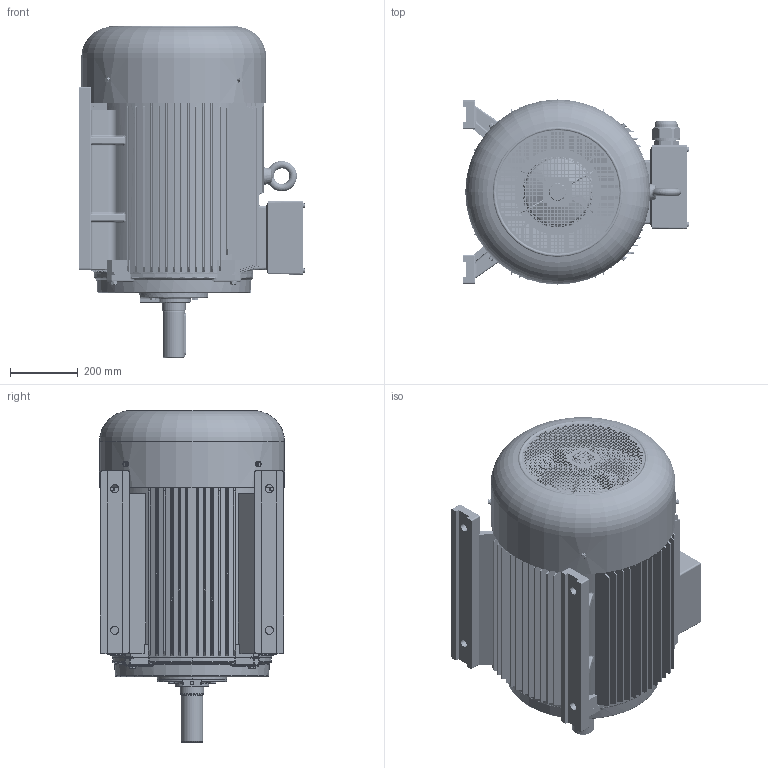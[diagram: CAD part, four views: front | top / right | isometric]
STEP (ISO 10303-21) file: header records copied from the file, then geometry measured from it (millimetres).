
FILE_DESCRIPTION(/* description */ (''),/* implementation_level */ '2;1');
FILE_NAME(/* name */ 'JM3-280M-2-B3.stp',/* time_stamp */ '2016-07-01T14:58:14+08:00',/* author */ (''),/* organization */ (''),/* preprocessor_version */ 'ST-DEVELOPER v15',/* originating_system */ 'SIEMENS PLM Software NX 8.5',/* authorisation */ '');
FILE_SCHEMA (('AUTOMOTIVE_DESIGN { 1 0 10303 214 3 1 1 1 }'));
Length unit declared in the file: millimetre
Products named in the file (1): pc0534AA92lz1c
Bounding box: 667.8 x 547 x 981.49 mm (x, y, z)
Volume: 37933482.2 mm3; surface area: 7734700 mm2
Topology: 58 solids, 58 shells, 6921 faces, 19132 edges, 12460 vertices
Faces by surface type: plane 4603, cylinder 1140, bspline 458, cone 406, torus 310, sphere 4
Full cylindrical faces by diameter (mm): 7.188 x4, 8 x8, 8.4 x4, 9.026 x8, 10 x8, 10.863 x8, 11.2 x8, 11.5 x1, 12 x8, 12.6 x8, 16 x4, 20 x1, 24 x4, 43.312 x2, 49 x1, 51 x1, 51.188 x4, 52 x3, 61.031 x12, 63 x4, 64.969 x12, 67.922 x2, 72 x2, 83.672 x2, 190 x1, 543 x1, 547 x1
Entity records: 260791 total; most frequent: CARTESIAN_POINT 75507, ORIENTED_EDGE 37466, DIRECTION 32260, EDGE_CURVE 18733, LINE 13174, VECTOR 13174, VERTEX_POINT 12349, AXIS2_PLACEMENT_3D 9543
